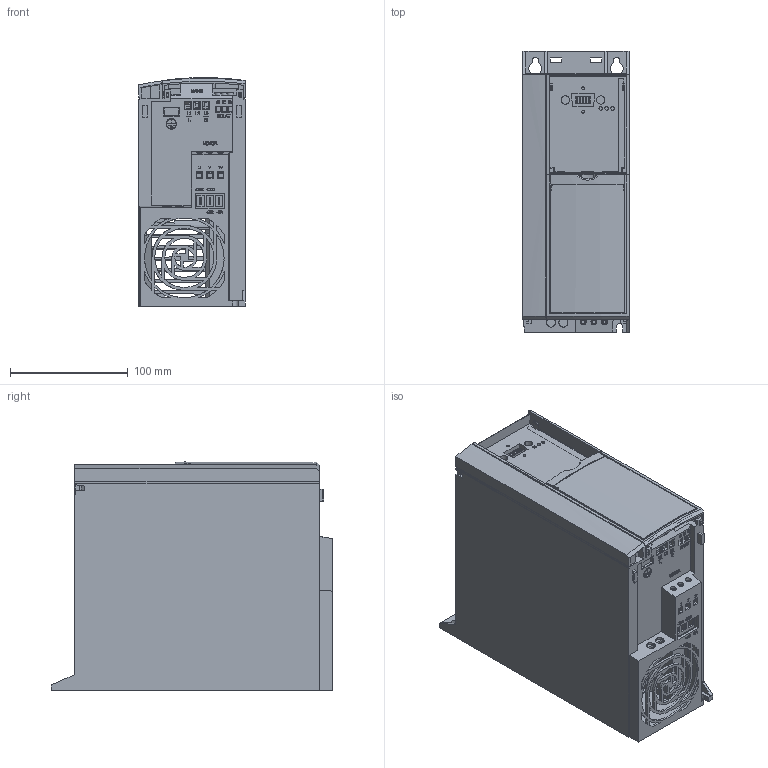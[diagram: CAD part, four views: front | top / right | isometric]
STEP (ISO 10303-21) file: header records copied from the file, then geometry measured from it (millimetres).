
FILE_DESCRIPTION((''),'2;1');
FILE_NAME('132B4003','2007-09-25T',('CN1241'),('Danfoss Drives A/S'),'PRO/ENGINEER BY PARAMETRIC TECHNOLOGY CORPORATION, 2006140','PRO/ENGINEER BY PARAMETRIC TECHNOLOGY CORPORATION, 2006140','');
FILE_SCHEMA(('AUTOMOTIVE_DESIGN_CC2 { 1 2 10303 214 -1 1 5 2 }'));
Products named in the file (1): 132B4003
Bounding box: 90 x 238.8 x 193.72 mm (x, y, z)
Volume: 2557622.4 mm3; surface area: 465215 mm2
Topology: 2 solids, 11 shells, 3195 faces, 9023 edges, 5958 vertices
Faces by surface type: plane 2896, cylinder 231, cone 53, bspline 9, torus 6
Entity records: 130412 total; most frequent: CARTESIAN_POINT 20048, ORIENTED_EDGE 18046, DIRECTION 15721, PRESENTATION_STYLE_ASSIGNMENT 9025, STYLED_ITEM 9025, CURVE_STYLE 9023, EDGE_CURVE 9023, VECTOR 8357
